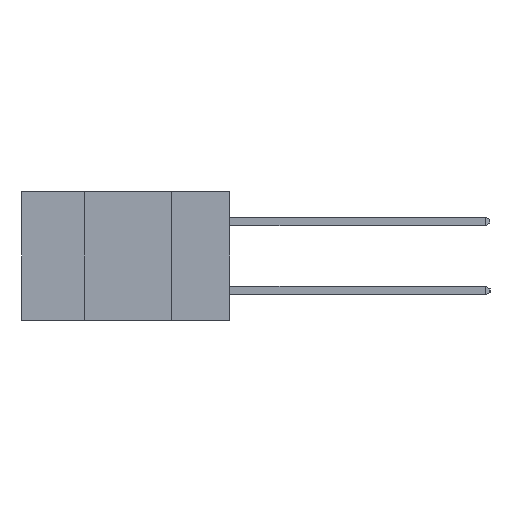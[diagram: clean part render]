
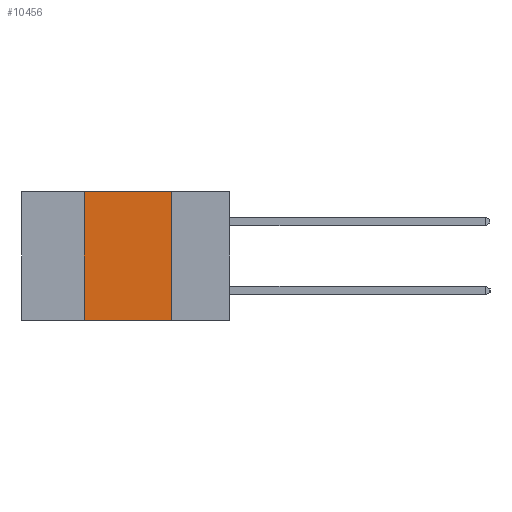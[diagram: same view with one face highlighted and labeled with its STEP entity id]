
A CAD part, left-side view. The second image highlights one B-rep face of the part: STEP entity #10456.
In plain terms, the highlighted planar face has unit normal (-1, 0, 0).
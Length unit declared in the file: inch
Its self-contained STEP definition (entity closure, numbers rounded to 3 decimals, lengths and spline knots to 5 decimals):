
#404 = DIRECTION ( 'NONE',  ( 0., 0., -1. ) ) ;
#508 = EDGE_CURVE ( 'NONE', #13394, #12781, #8692, .T. ) ;
#787 = CARTESIAN_POINT ( 'NONE',  ( 0., 0.17, -0.37 ) ) ;
#861 = CARTESIAN_POINT ( 'NONE',  ( 0., 0.17, -0.37 ) ) ;
#1470 = CARTESIAN_POINT ( 'NONE',  ( 0., 0.42, 0. ) ) ;
#2069 = CARTESIAN_POINT ( 'NONE',  ( 0., 0.6, 0. ) ) ;
#2510 = ORIENTED_EDGE ( 'NONE', *, *, #13517, .T. ) ;
#2635 = EDGE_CURVE ( 'NONE', #12781, #10458, #9707, .T. ) ;
#2669 = DIRECTION ( 'NONE',  ( 0., 0., 1. ) ) ;
#3138 = LINE ( 'NONE', #7405, #14461 ) ;
#3277 = PLANE ( 'NONE',  #4123 ) ;
#3397 = VECTOR ( 'NONE', #404, 39.37008 ) ;
#4123 = AXIS2_PLACEMENT_3D ( 'NONE', #2069, #11512, #4456 ) ;
#4216 = DIRECTION ( 'NONE',  ( 0., -1., 0. ) ) ;
#4355 = EDGE_LOOP ( 'NONE', ( #7731, #4914, #5760, #2510 ) ) ;
#4456 = DIRECTION ( 'NONE',  ( 0., 0., -1. ) ) ;
#4914 = ORIENTED_EDGE ( 'NONE', *, *, #508, .F. ) ;
#5181 = CARTESIAN_POINT ( 'NONE',  ( 0., 0.42, -0.37 ) ) ;
#5209 = CARTESIAN_POINT ( 'NONE',  ( 0., 0.6, -0.37 ) ) ;
#5760 = ORIENTED_EDGE ( 'NONE', *, *, #12178, .F. ) ;
#7405 = CARTESIAN_POINT ( 'NONE',  ( 0., 0.42, -0.37 ) ) ;
#7731 = ORIENTED_EDGE ( 'NONE', *, *, #2635, .F. ) ;
#8326 = VECTOR ( 'NONE', #4216, 39.37008 ) ;
#8692 = LINE ( 'NONE', #13648, #8326 ) ;
#8929 = VERTEX_POINT ( 'NONE', #5181 ) ;
#9707 = LINE ( 'NONE', #787, #3397 ) ;
#10135 = VECTOR ( 'NONE', #12231, 39.37008 ) ;
#10456 = ADVANCED_FACE ( 'NONE', ( #13970 ), #3277, .F. ) ;
#10458 = VERTEX_POINT ( 'NONE', #861 ) ;
#11512 = DIRECTION ( 'NONE',  ( 1., 0., 0. ) ) ;
#12178 = EDGE_CURVE ( 'NONE', #8929, #13394, #3138, .T. ) ;
#12231 = DIRECTION ( 'NONE',  ( 0., -1., 0. ) ) ;
#12781 = VERTEX_POINT ( 'NONE', #14439 ) ;
#13184 = LINE ( 'NONE', #5209, #10135 ) ;
#13394 = VERTEX_POINT ( 'NONE', #1470 ) ;
#13517 = EDGE_CURVE ( 'NONE', #8929, #10458, #13184, .T. ) ;
#13648 = CARTESIAN_POINT ( 'NONE',  ( 0., 0.6, 0. ) ) ;
#13970 = FACE_OUTER_BOUND ( 'NONE', #4355, .T. ) ;
#14439 = CARTESIAN_POINT ( 'NONE',  ( 0., 0.17, 0. ) ) ;
#14461 = VECTOR ( 'NONE', #2669, 39.37008 ) ;
